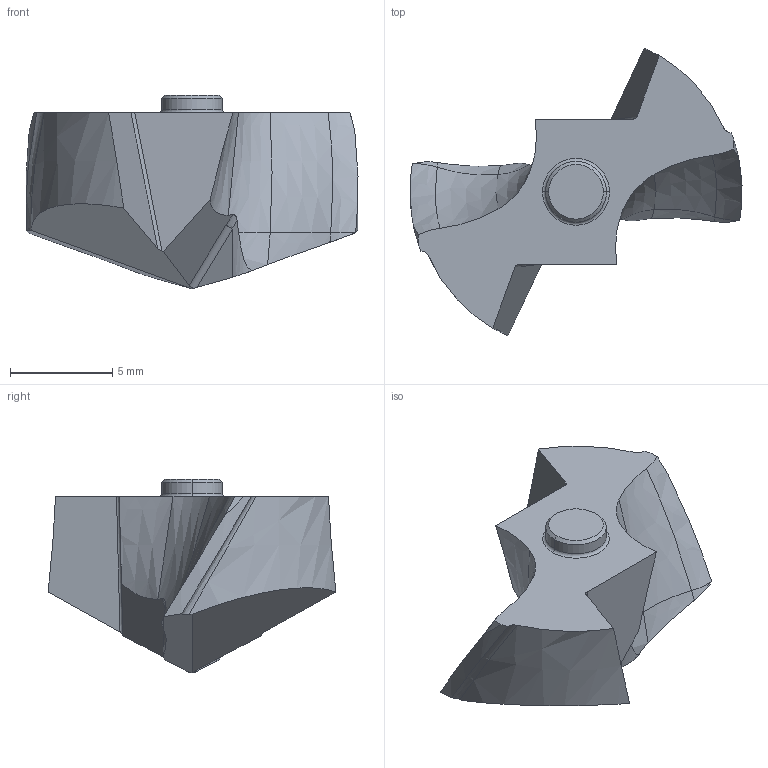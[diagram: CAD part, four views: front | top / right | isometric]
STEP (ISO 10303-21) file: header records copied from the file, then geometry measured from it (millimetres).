
FILE_DESCRIPTION((''),'2;1');
FILE_NAME('STAWN0041T','2021-03-12T10:53:12',('tlyh01'),('PTC Japan'),'CREO PARAMETRIC BY PTC INC, 2018500','CREO PARAMETRIC BY PTC INC, 2018500','');
FILE_SCHEMA(('AUTOMOTIVE_DESIGN { 1 0 10303 214 1 1 1 1 }'));
Length unit declared in the file: millimetre
Products named in the file (1): STAWN0041T
Bounding box: 16.26 x 14.1 x 9.48 mm (x, y, z)
Volume: 541.4 mm3; surface area: 487.8 mm2
Topology: 1 solids, 1 shells, 54 faces, 162 edges, 111 vertices
Faces by surface type: plane 20, bspline 20, cylinder 10, torus 2, cone 2
Entity records: 3427 total; most frequent: CARTESIAN_POINT 1691, ORIENTED_EDGE 276, PRESENTATION_STYLE_ASSIGNMENT 166, STYLED_ITEM 166, CURVE_STYLE 165, DIRECTION 147, EDGE_CURVE 138, B_SPLINE_CURVE_WITH_KNOTS 105
